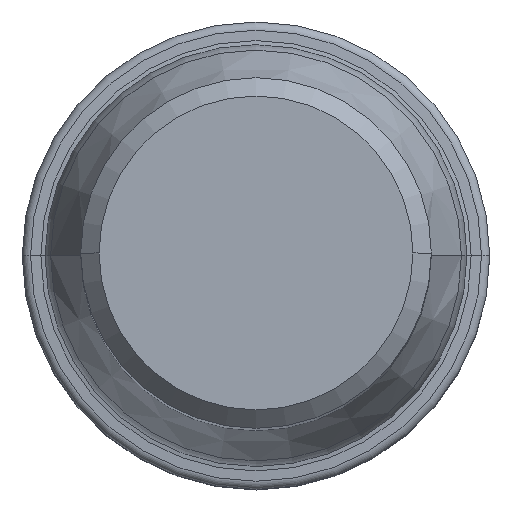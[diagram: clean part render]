
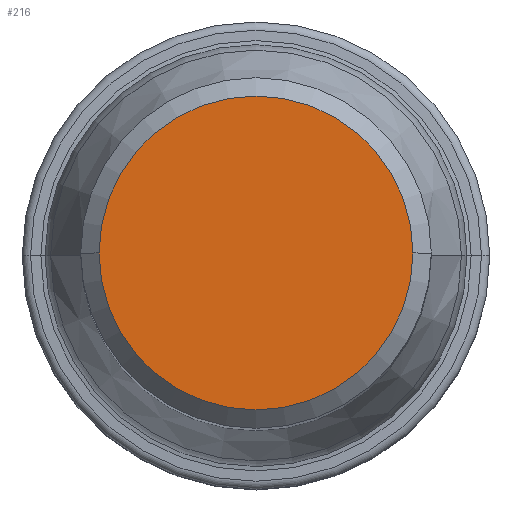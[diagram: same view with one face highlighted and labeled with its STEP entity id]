
A CAD part, top view. The second image highlights one B-rep face of the part: STEP entity #216.
In plain terms, the highlighted planar face has unit normal (0, 0, 1).
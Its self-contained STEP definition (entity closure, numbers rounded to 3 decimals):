
#145=FACE_OUTER_BOUND('',#293,.T.);
#216=ADVANCED_FACE('',(#145),#253,.F.);
#253=PLANE('',#1339);
#293=EDGE_LOOP('',(#473,#474));
#473=ORIENTED_EDGE('',*,*,#783,.T.);
#474=ORIENTED_EDGE('',*,*,#784,.T.);
#667=VERTEX_POINT('',#2110);
#668=VERTEX_POINT('',#2111);
#783=EDGE_CURVE('',#667,#668,#922,.T.);
#784=EDGE_CURVE('',#668,#667,#923,.T.);
#922=CIRCLE('',#1337,8.525);
#923=CIRCLE('',#1338,8.525);
#1337=AXIS2_PLACEMENT_3D('',#2109,#1667,#1668);
#1338=AXIS2_PLACEMENT_3D('',#2112,#1669,#1670);
#1339=AXIS2_PLACEMENT_3D('',#2113,#1671,#1672);
#1667=DIRECTION('',(0.,0.,1.));
#1668=DIRECTION('',(-1.,0.,0.));
#1669=DIRECTION('',(0.,0.,1.));
#1670=DIRECTION('',(1.,0.,0.));
#1671=DIRECTION('',(0.,0.,-1.));
#1672=DIRECTION('',(1.,0.,0.));
#2109=CARTESIAN_POINT('',(0.,0.,0.));
#2110=CARTESIAN_POINT('',(-8.525,0.,0.));
#2111=CARTESIAN_POINT('',(8.525,0.,0.));
#2112=CARTESIAN_POINT('',(0.,0.,0.));
#2113=CARTESIAN_POINT('',(0.,0.,0.));
